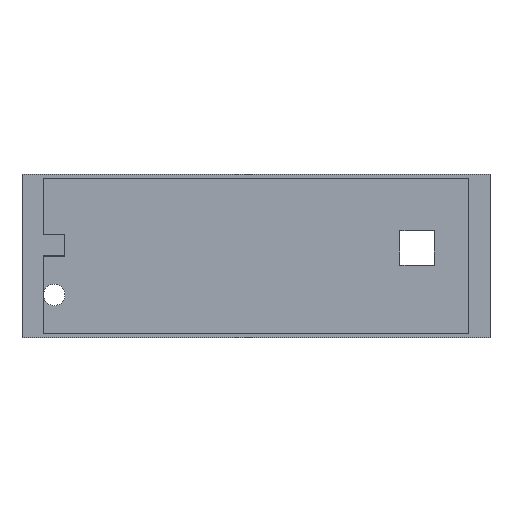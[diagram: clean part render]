
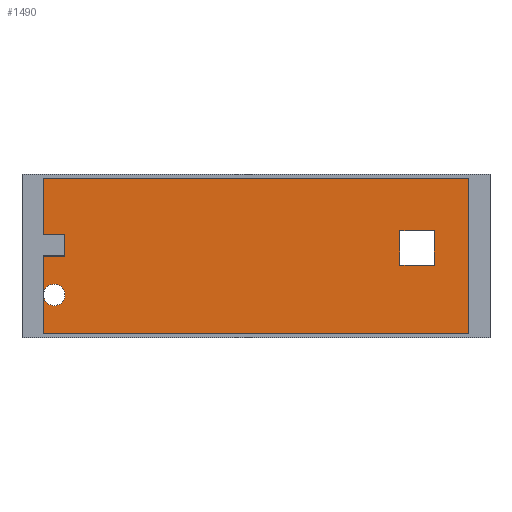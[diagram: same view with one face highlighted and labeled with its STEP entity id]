
A CAD part, top view. The second image highlights one B-rep face of the part: STEP entity #1490.
In plain terms, the highlighted planar face has unit normal (0, 0, 1).
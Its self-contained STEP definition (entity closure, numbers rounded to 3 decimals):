
#235 = VERTEX_POINT('',#236);
#236 = CARTESIAN_POINT('',(-20.,38.15,-51.5));
#244 = EDGE_CURVE('',#245,#235,#247,.T.);
#245 = VERTEX_POINT('',#246);
#246 = CARTESIAN_POINT('',(20.,38.15,-51.5));
#247 = LINE('',#248,#249);
#248 = CARTESIAN_POINT('',(20.,38.15,-51.5));
#249 = VECTOR('',#250,1.);
#250 = DIRECTION('',(-1.,0.,0.));
#328 = VERTEX_POINT('',#329);
#329 = CARTESIAN_POINT('',(-20.,-38.15,-51.5));
#344 = VERTEX_POINT('',#345);
#345 = CARTESIAN_POINT('',(20.,-38.15,-51.5));
#351 = EDGE_CURVE('',#328,#344,#352,.T.);
#352 = LINE('',#353,#354);
#353 = CARTESIAN_POINT('',(10.,-38.15,-51.5));
#354 = VECTOR('',#355,1.);
#355 = DIRECTION('',(1.,0.,0.));
#384 = VERTEX_POINT('',#385);
#385 = CARTESIAN_POINT('',(-89.15,-18.15,-51.5));
#391 = EDGE_CURVE('',#384,#392,#394,.T.);
#392 = VERTEX_POINT('',#393);
#393 = CARTESIAN_POINT('',(-99.15,-18.15,-51.5));
#394 = CIRCLE('',#395,5.);
#395 = AXIS2_PLACEMENT_3D('',#396,#397,#398);
#396 = CARTESIAN_POINT('',(-94.15,-18.15,-51.5));
#397 = DIRECTION('',(0.,0.,-1.));
#398 = DIRECTION('',(1.,0.,0.));
#400 = EDGE_CURVE('',#392,#384,#401,.T.);
#401 = CIRCLE('',#402,5.);
#402 = AXIS2_PLACEMENT_3D('',#403,#404,#405);
#403 = CARTESIAN_POINT('',(-94.15,-18.15,-51.5));
#404 = DIRECTION('',(0.,0.,-1.));
#405 = DIRECTION('',(1.,0.,0.));
#536 = VERTEX_POINT('',#537);
#537 = CARTESIAN_POINT('',(67.15,11.75,-51.5));
#543 = EDGE_CURVE('',#544,#536,#546,.T.);
#544 = VERTEX_POINT('',#545);
#545 = CARTESIAN_POINT('',(83.15,11.75,-51.5));
#546 = LINE('',#547,#548);
#547 = CARTESIAN_POINT('',(32.009,11.75,-51.5));
#548 = VECTOR('',#549,1.);
#549 = DIRECTION('',(-1.,0.,0.));
#567 = VERTEX_POINT('',#568);
#568 = CARTESIAN_POINT('',(67.15,-4.25,-51.5));
#574 = EDGE_CURVE('',#536,#567,#575,.T.);
#575 = LINE('',#576,#577);
#576 = CARTESIAN_POINT('',(67.15,-2.037,-51.5));
#577 = VECTOR('',#578,1.);
#578 = DIRECTION('',(0.,-1.,0.));
#591 = VERTEX_POINT('',#592);
#592 = CARTESIAN_POINT('',(83.15,-4.25,-51.5));
#598 = EDGE_CURVE('',#567,#591,#599,.T.);
#599 = LINE('',#600,#601);
#600 = CARTESIAN_POINT('',(40.009,-4.25,-51.5));
#601 = VECTOR('',#602,1.);
#602 = DIRECTION('',(1.,0.,0.));
#615 = EDGE_CURVE('',#591,#544,#616,.T.);
#616 = LINE('',#617,#618);
#617 = CARTESIAN_POINT('',(83.15,5.963,-51.5));
#618 = VECTOR('',#619,1.);
#619 = DIRECTION('',(0.,1.,0.));
#844 = EDGE_CURVE('',#235,#845,#847,.T.);
#845 = VERTEX_POINT('',#846);
#846 = CARTESIAN_POINT('',(-20.,36.15,-51.5));
#847 = LINE('',#848,#849);
#848 = CARTESIAN_POINT('',(-20.,38.15,-51.5));
#849 = VECTOR('',#850,1.);
#850 = DIRECTION('',(0.,-1.,0.));
#901 = VERTEX_POINT('',#902);
#902 = CARTESIAN_POINT('',(20.,36.15,-51.5));
#908 = EDGE_CURVE('',#245,#901,#909,.T.);
#909 = LINE('',#910,#911);
#910 = CARTESIAN_POINT('',(20.,38.15,-51.5));
#911 = VECTOR('',#912,1.);
#912 = DIRECTION('',(0.,-1.,0.));
#976 = VERTEX_POINT('',#977);
#977 = CARTESIAN_POINT('',(-20.,-36.15,-51.5));
#983 = EDGE_CURVE('',#976,#328,#984,.T.);
#984 = LINE('',#985,#986);
#985 = CARTESIAN_POINT('',(-20.,38.15,-51.5));
#986 = VECTOR('',#987,1.);
#987 = DIRECTION('',(0.,-1.,0.));
#1029 = VERTEX_POINT('',#1030);
#1030 = CARTESIAN_POINT('',(20.,-36.15,-51.5));
#1038 = EDGE_CURVE('',#1029,#344,#1039,.T.);
#1039 = LINE('',#1040,#1041);
#1040 = CARTESIAN_POINT('',(20.,38.15,-51.5));
#1041 = VECTOR('',#1042,1.);
#1042 = DIRECTION('',(0.,-1.,0.));
#1076 = EDGE_CURVE('',#1077,#845,#1079,.T.);
#1077 = VERTEX_POINT('',#1078);
#1078 = CARTESIAN_POINT('',(-99.15,36.15,-51.5));
#1079 = LINE('',#1080,#1081);
#1080 = CARTESIAN_POINT('',(-99.15,36.15,-51.5));
#1081 = VECTOR('',#1082,1.);
#1082 = DIRECTION('',(1.,0.,0.));
#1092 = VERTEX_POINT('',#1093);
#1093 = CARTESIAN_POINT('',(99.15,36.15,-51.5));
#1099 = EDGE_CURVE('',#901,#1092,#1100,.T.);
#1100 = LINE('',#1101,#1102);
#1101 = CARTESIAN_POINT('',(-99.15,36.15,-51.5));
#1102 = VECTOR('',#1103,1.);
#1103 = DIRECTION('',(1.,0.,0.));
#1119 = VERTEX_POINT('',#1120);
#1120 = CARTESIAN_POINT('',(99.15,-36.15,-51.5));
#1126 = EDGE_CURVE('',#1092,#1119,#1127,.T.);
#1127 = LINE('',#1128,#1129);
#1128 = CARTESIAN_POINT('',(99.15,38.15,-51.5));
#1129 = VECTOR('',#1130,1.);
#1130 = DIRECTION('',(0.,-1.,0.));
#1140 = EDGE_CURVE('',#1119,#1029,#1141,.T.);
#1141 = LINE('',#1142,#1143);
#1142 = CARTESIAN_POINT('',(99.15,-36.15,-51.5));
#1143 = VECTOR('',#1144,1.);
#1144 = DIRECTION('',(-1.,0.,0.));
#1149 = VERTEX_POINT('',#1150);
#1150 = CARTESIAN_POINT('',(-99.15,-36.15,-51.5));
#1156 = EDGE_CURVE('',#976,#1149,#1157,.T.);
#1157 = LINE('',#1158,#1159);
#1158 = CARTESIAN_POINT('',(99.15,-36.15,-51.5));
#1159 = VECTOR('',#1160,1.);
#1160 = DIRECTION('',(-1.,0.,0.));
#1173 = EDGE_CURVE('',#1149,#392,#1174,.T.);
#1174 = LINE('',#1175,#1176);
#1175 = CARTESIAN_POINT('',(-99.15,-38.15,-51.5));
#1176 = VECTOR('',#1177,1.);
#1177 = DIRECTION('',(0.,1.,0.));
#1182 = VERTEX_POINT('',#1183);
#1183 = CARTESIAN_POINT('',(-99.15,0.,-51.5));
#1189 = EDGE_CURVE('',#392,#1182,#1190,.T.);
#1190 = LINE('',#1191,#1192);
#1191 = CARTESIAN_POINT('',(-99.15,-38.15,-51.5));
#1192 = VECTOR('',#1193,1.);
#1193 = DIRECTION('',(0.,1.,0.));
#1203 = EDGE_CURVE('',#1182,#1204,#1206,.T.);
#1204 = VERTEX_POINT('',#1205);
#1205 = CARTESIAN_POINT('',(-94.15,0.,-51.5));
#1206 = LINE('',#1207,#1208);
#1207 = CARTESIAN_POINT('',(-99.15,0.,-51.5));
#1208 = VECTOR('',#1209,1.);
#1209 = DIRECTION('',(1.,0.,0.));
#1312 = VERTEX_POINT('',#1313);
#1313 = CARTESIAN_POINT('',(-99.15,10.,-51.5));
#1319 = EDGE_CURVE('',#1320,#1312,#1322,.T.);
#1320 = VERTEX_POINT('',#1321);
#1321 = CARTESIAN_POINT('',(-94.15,10.,-51.5));
#1322 = LINE('',#1323,#1324);
#1323 = CARTESIAN_POINT('',(-89.15,10.,-51.5));
#1324 = VECTOR('',#1325,1.);
#1325 = DIRECTION('',(-1.,0.,0.));
#1375 = EDGE_CURVE('',#1312,#1077,#1376,.T.);
#1376 = LINE('',#1377,#1378);
#1377 = CARTESIAN_POINT('',(-99.15,-38.15,-51.5));
#1378 = VECTOR('',#1379,1.);
#1379 = DIRECTION('',(0.,1.,0.));
#1399 = EDGE_CURVE('',#1204,#1320,#1400,.T.);
#1400 = LINE('',#1401,#1402);
#1401 = CARTESIAN_POINT('',(-94.15,0.,-51.5));
#1402 = VECTOR('',#1403,1.);
#1403 = DIRECTION('',(0.,1.,0.));
#1490 = ADVANCED_FACE('',(#1491,#1510,#1516),#1520,.T.);
#1491 = FACE_BOUND('',#1492,.T.);
#1492 = EDGE_LOOP('',(#1493,#1494,#1495,#1496,#1497,#1498,#1499,#1500,
    #1501,#1502,#1503,#1504,#1505,#1506,#1507,#1508,#1509));
#1493 = ORIENTED_EDGE('',*,*,#1156,.F.);
#1494 = ORIENTED_EDGE('',*,*,#983,.T.);
#1495 = ORIENTED_EDGE('',*,*,#351,.T.);
#1496 = ORIENTED_EDGE('',*,*,#1038,.F.);
#1497 = ORIENTED_EDGE('',*,*,#1140,.F.);
#1498 = ORIENTED_EDGE('',*,*,#1126,.F.);
#1499 = ORIENTED_EDGE('',*,*,#1099,.F.);
#1500 = ORIENTED_EDGE('',*,*,#908,.F.);
#1501 = ORIENTED_EDGE('',*,*,#244,.T.);
#1502 = ORIENTED_EDGE('',*,*,#844,.T.);
#1503 = ORIENTED_EDGE('',*,*,#1076,.F.);
#1504 = ORIENTED_EDGE('',*,*,#1375,.F.);
#1505 = ORIENTED_EDGE('',*,*,#1319,.F.);
#1506 = ORIENTED_EDGE('',*,*,#1399,.F.);
#1507 = ORIENTED_EDGE('',*,*,#1203,.F.);
#1508 = ORIENTED_EDGE('',*,*,#1189,.F.);
#1509 = ORIENTED_EDGE('',*,*,#1173,.F.);
#1510 = FACE_BOUND('',#1511,.T.);
#1511 = EDGE_LOOP('',(#1512,#1513,#1514,#1515));
#1512 = ORIENTED_EDGE('',*,*,#615,.F.);
#1513 = ORIENTED_EDGE('',*,*,#598,.F.);
#1514 = ORIENTED_EDGE('',*,*,#574,.F.);
#1515 = ORIENTED_EDGE('',*,*,#543,.F.);
#1516 = FACE_BOUND('',#1517,.T.);
#1517 = EDGE_LOOP('',(#1518,#1519));
#1518 = ORIENTED_EDGE('',*,*,#391,.T.);
#1519 = ORIENTED_EDGE('',*,*,#400,.T.);
#1520 = PLANE('',#1521);
#1521 = AXIS2_PLACEMENT_3D('',#1522,#1523,#1524);
#1522 = CARTESIAN_POINT('',(-1.639,0.089,-51.5));
#1523 = DIRECTION('',(0.,0.,1.));
#1524 = DIRECTION('',(1.,0.,0.));
